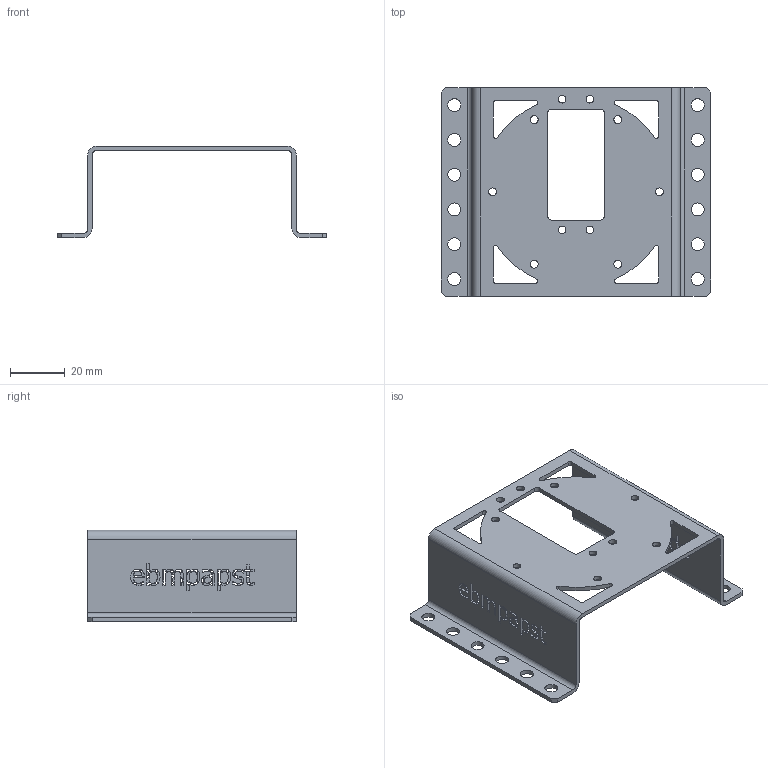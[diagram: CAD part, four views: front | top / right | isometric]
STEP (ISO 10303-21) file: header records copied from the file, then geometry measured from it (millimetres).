
FILE_DESCRIPTION(/* description */ (''),/* implementation_level */ '2;1');
FILE_NAME(/* name */ 'CS_PanTilt_Base.ipt.step',/* time_stamp */ '2015-01-02T19:11:17-08:00',/* author */ ('Autodesk Inc.'),/* organization */ ('Autodesk Inc.'),/* preprocessor_version */ 'ST-DEVELOPER v15.6',/* originating_system */ 'Autodesk Inventor 2015',/* authorisation */ '');
FILE_SCHEMA (('AUTOMOTIVE_DESIGN { 1 0 10303 214 3 1 1 }'));
Length unit declared in the file: inch
Products named in the file (1): CS_PanTilt_Base
Bounding box: 98.42 x 76.2 x 33.34 mm (x, y, z)
Volume: 16230.9 mm3; surface area: 23004.9 mm2
Topology: 11 solids, 11 shells, 390 faces, 1104 edges, 736 vertices
Faces by surface type: bspline 174, plane 166, cylinder 50
Full cylindrical faces by diameter (mm): 2.87 x10, 4.762 x12
Entity records: 14116 total; most frequent: CARTESIAN_POINT 4997, ORIENTED_EDGE 2164, DIRECTION 1268, EDGE_CURVE 1082, VERTEX_POINT 736, LINE 634, VECTOR 634, EDGE_LOOP 498
